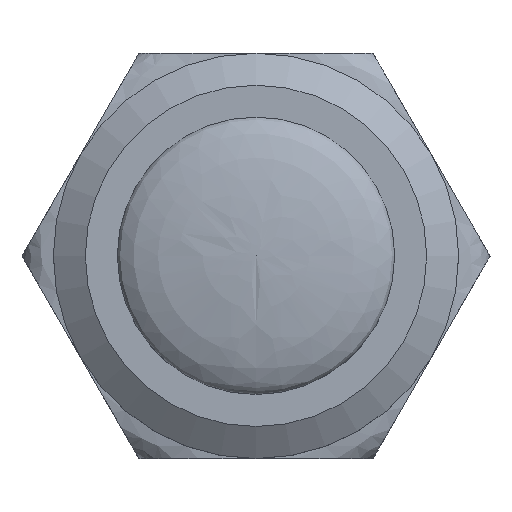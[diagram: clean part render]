
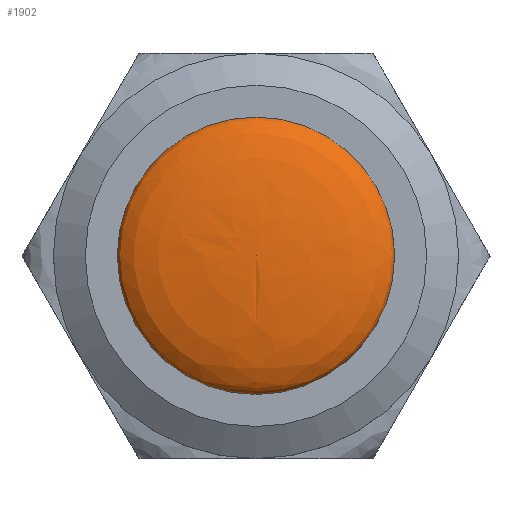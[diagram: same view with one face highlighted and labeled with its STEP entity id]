
A CAD part, top view. The second image highlights one B-rep face of the part: STEP entity #1902.
In plain terms, the highlighted free-form (B-spline) face has degree [3, 3] with [5, 19] control points.
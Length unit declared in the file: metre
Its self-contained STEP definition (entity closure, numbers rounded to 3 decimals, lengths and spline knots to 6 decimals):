
#10=VERTEX_LOOP('',#1393);
#11=B_SPLINE_SURFACE_WITH_KNOTS('',3,3,((#9289,#9290,#9291,#9292,#9293,
#9294,#9295,#9296,#9297,#9298,#9299,#9300,#9301,#9302,#9303,#9304,#9305,
#9306,#9307),(#9308,#9309,#9310,#9311,#9312,#9313,#9314,#9315,#9316,#9317,
#9318,#9319,#9320,#9321,#9322,#9323,#9324,#9325,#9326),(#9327,#9328,#9329,
#9330,#9331,#9332,#9333,#9334,#9335,#9336,#9337,#9338,#9339,#9340,#9341,
#9342,#9343,#9344,#9345),(#9346,#9347,#9348,#9349,#9350,#9351,#9352,#9353,
#9354,#9355,#9356,#9357,#9358,#9359,#9360,#9361,#9362,#9363,#9364),(#9365,
#9366,#9367,#9368,#9369,#9370,#9371,#9372,#9373,#9374,#9375,#9376,#9377,
#9378,#9379,#9380,#9381,#9382,#9383)),.UNSPECIFIED.,.F.,.T.,.F.,(4,1,4),
(1,1,1,1,1,1,1,1,1,1,1,1,1,1,1,1,1,1,1,1,1,1,1),(4.712389,5.497787,
6.283185),(-1.178097,-0.785398,-0.392699,
0.,0.392699,0.785398,1.178097,1.570796,
1.963495,2.356194,2.748894,3.141593,3.534292,
3.926991,4.31969,4.712389,5.105088,5.497787,
5.890486,6.283185,6.675884,7.068583,7.461283),
 .UNSPECIFIED.);
#869=ORIENTED_EDGE('',*,*,#1218,.F.);
#1218=EDGE_CURVE('',#1392,#1392,#1425,.T.);
#1392=VERTEX_POINT('',#9385);
#1393=VERTEX_POINT('',#9386);
#1425=CIRCLE('',#2699,0.0065);
#1540=EDGE_LOOP('',(#869));
#1665=FACE_BOUND('',#1540,.T.);
#1666=FACE_BOUND('',#10,.T.);
#1902=ADVANCED_FACE('',(#1665,#1666),#11,.F.);
#2699=AXIS2_PLACEMENT_3D('',#9384,#3041,#3042);
#3041=DIRECTION('',(0.,0.,-1.));
#3042=DIRECTION('',(-1.,0.,0.));
#9289=CARTESIAN_POINT('',(0.,0.,0.014));
#9290=CARTESIAN_POINT('',(0.,0.,0.014));
#9291=CARTESIAN_POINT('',(0.,0.,0.014));
#9292=CARTESIAN_POINT('',(0.,0.,0.014));
#9293=CARTESIAN_POINT('',(0.,0.,0.014));
#9294=CARTESIAN_POINT('',(0.,0.,0.014));
#9295=CARTESIAN_POINT('',(0.,0.,0.014));
#9296=CARTESIAN_POINT('',(0.,0.,0.014));
#9297=CARTESIAN_POINT('',(0.,0.,0.014));
#9298=CARTESIAN_POINT('',(0.,0.,0.014));
#9299=CARTESIAN_POINT('',(0.,0.,0.014));
#9300=CARTESIAN_POINT('',(0.,0.,0.014));
#9301=CARTESIAN_POINT('',(0.,0.,0.014));
#9302=CARTESIAN_POINT('',(0.,0.,0.014));
#9303=CARTESIAN_POINT('',(0.,0.,0.014));
#9304=CARTESIAN_POINT('',(0.,0.,0.014));
#9305=CARTESIAN_POINT('',(0.,0.,0.014));
#9306=CARTESIAN_POINT('',(0.,0.,0.014));
#9307=CARTESIAN_POINT('',(0.,0.,0.014));
#9308=CARTESIAN_POINT('',(0.000669,-0.001616,0.014003));
#9309=CARTESIAN_POINT('',(0.,-0.001749,0.014003));
#9310=CARTESIAN_POINT('',(-0.000669,-0.001616,0.014003));
#9311=CARTESIAN_POINT('',(-0.001237,-0.001237,0.014003));
#9312=CARTESIAN_POINT('',(-0.001616,-0.000669,0.014003));
#9313=CARTESIAN_POINT('',(-0.001749,0.,0.014003));
#9314=CARTESIAN_POINT('',(-0.001616,0.000669,0.014003));
#9315=CARTESIAN_POINT('',(-0.001237,0.001237,0.014003));
#9316=CARTESIAN_POINT('',(-0.000669,0.001616,0.014003));
#9317=CARTESIAN_POINT('',(0.,0.001749,0.014003));
#9318=CARTESIAN_POINT('',(0.000669,0.001616,0.014003));
#9319=CARTESIAN_POINT('',(0.001237,0.001237,0.014003));
#9320=CARTESIAN_POINT('',(0.001616,0.000669,0.014003));
#9321=CARTESIAN_POINT('',(0.001749,0.,0.014003));
#9322=CARTESIAN_POINT('',(0.001616,-0.000669,0.014003));
#9323=CARTESIAN_POINT('',(0.001237,-0.001237,0.014003));
#9324=CARTESIAN_POINT('',(0.000669,-0.001616,0.014003));
#9325=CARTESIAN_POINT('',(0.,-0.001749,0.014003));
#9326=CARTESIAN_POINT('',(-0.000669,-0.001616,0.014003));
#9327=CARTESIAN_POINT('',(0.001996,-0.004819,0.013673));
#9328=CARTESIAN_POINT('',(0.,-0.005217,0.013673));
#9329=CARTESIAN_POINT('',(-0.001996,-0.004819,0.013673));
#9330=CARTESIAN_POINT('',(-0.003689,-0.003689,0.013673));
#9331=CARTESIAN_POINT('',(-0.004819,-0.001996,0.013673));
#9332=CARTESIAN_POINT('',(-0.005217,0.,0.013673));
#9333=CARTESIAN_POINT('',(-0.004819,0.001996,0.013673));
#9334=CARTESIAN_POINT('',(-0.003689,0.003689,0.013673));
#9335=CARTESIAN_POINT('',(-0.001996,0.004819,0.013673));
#9336=CARTESIAN_POINT('',(0.,0.005217,0.013673));
#9337=CARTESIAN_POINT('',(0.001996,0.004819,0.013673));
#9338=CARTESIAN_POINT('',(0.003689,0.003689,0.013673));
#9339=CARTESIAN_POINT('',(0.004819,0.001996,0.013673));
#9340=CARTESIAN_POINT('',(0.005217,0.,0.013673));
#9341=CARTESIAN_POINT('',(0.004819,-0.001996,0.013673));
#9342=CARTESIAN_POINT('',(0.003689,-0.003689,0.013673));
#9343=CARTESIAN_POINT('',(0.001996,-0.004819,0.013673));
#9344=CARTESIAN_POINT('',(0.,-0.005217,0.013673));
#9345=CARTESIAN_POINT('',(-0.001996,-0.004819,0.013673));
#9346=CARTESIAN_POINT('',(0.002557,-0.006172,0.012893));
#9347=CARTESIAN_POINT('',(0.,-0.006681,0.012893));
#9348=CARTESIAN_POINT('',(-0.002557,-0.006172,0.012893));
#9349=CARTESIAN_POINT('',(-0.004724,-0.004724,0.012893));
#9350=CARTESIAN_POINT('',(-0.006172,-0.002557,0.012893));
#9351=CARTESIAN_POINT('',(-0.006681,0.,0.012893));
#9352=CARTESIAN_POINT('',(-0.006172,0.002557,0.012893));
#9353=CARTESIAN_POINT('',(-0.004724,0.004724,0.012893));
#9354=CARTESIAN_POINT('',(-0.002557,0.006172,0.012893));
#9355=CARTESIAN_POINT('',(0.,0.006681,0.012893));
#9356=CARTESIAN_POINT('',(0.002557,0.006172,0.012893));
#9357=CARTESIAN_POINT('',(0.004724,0.004724,0.012893));
#9358=CARTESIAN_POINT('',(0.006172,0.002557,0.012893));
#9359=CARTESIAN_POINT('',(0.006681,0.,0.012893));
#9360=CARTESIAN_POINT('',(0.006172,-0.002557,0.012893));
#9361=CARTESIAN_POINT('',(0.004724,-0.004724,0.012893));
#9362=CARTESIAN_POINT('',(0.002557,-0.006172,0.012893));
#9363=CARTESIAN_POINT('',(0.,-0.006681,0.012893));
#9364=CARTESIAN_POINT('',(-0.002557,-0.006172,0.012893));
#9365=CARTESIAN_POINT('',(0.002552,-0.006162,0.0125));
#9366=CARTESIAN_POINT('',(0.,-0.006669,0.0125));
#9367=CARTESIAN_POINT('',(-0.002552,-0.006162,0.0125));
#9368=CARTESIAN_POINT('',(-0.004716,-0.004716,0.0125));
#9369=CARTESIAN_POINT('',(-0.006162,-0.002552,0.0125));
#9370=CARTESIAN_POINT('',(-0.006669,0.,0.0125));
#9371=CARTESIAN_POINT('',(-0.006162,0.002552,0.0125));
#9372=CARTESIAN_POINT('',(-0.004716,0.004716,0.0125));
#9373=CARTESIAN_POINT('',(-0.002552,0.006162,0.0125));
#9374=CARTESIAN_POINT('',(0.,0.006669,0.0125));
#9375=CARTESIAN_POINT('',(0.002552,0.006162,0.0125));
#9376=CARTESIAN_POINT('',(0.004716,0.004716,0.0125));
#9377=CARTESIAN_POINT('',(0.006162,0.002552,0.0125));
#9378=CARTESIAN_POINT('',(0.006669,0.,0.0125));
#9379=CARTESIAN_POINT('',(0.006162,-0.002552,0.0125));
#9380=CARTESIAN_POINT('',(0.004716,-0.004716,0.0125));
#9381=CARTESIAN_POINT('',(0.002552,-0.006162,0.0125));
#9382=CARTESIAN_POINT('',(0.,-0.006669,0.0125));
#9383=CARTESIAN_POINT('',(-0.002552,-0.006162,0.0125));
#9384=CARTESIAN_POINT('',(0.,0.,0.0125));
#9385=CARTESIAN_POINT('',(-0.0065,0.,0.0125));
#9386=CARTESIAN_POINT('',(0.,0.,0.014));
